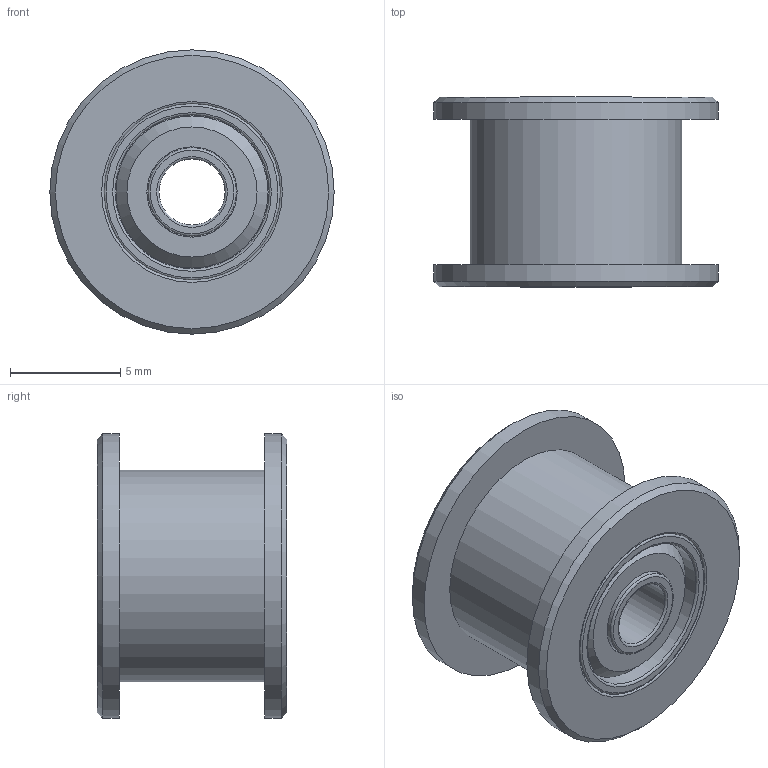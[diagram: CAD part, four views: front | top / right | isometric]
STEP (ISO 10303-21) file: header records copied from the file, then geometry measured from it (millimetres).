
FILE_DESCRIPTION(/* description */ (''),/* implementation_level */ '2;1');
FILE_NAME(/* name */ 'GT2 Pulley 3mm bore v8.step',/* time_stamp */ '2018-11-15T23:54:43+01:00',/* author */ ('kolcakmilan'),/* organization */ (''),/* preprocessor_version */ 'ST-DEVELOPER v17.2',/* originating_system */ 'Autodesk Translation Framework v7.6.0.251',/* authorisation */ '');
FILE_SCHEMA (('AUTOMOTIVE_DESIGN { 1 0 10303 214 3 1 1 }'));
Length unit declared in the file: millimetre
Products named in the file (3): GT2 Pulley 3mm bore; bearing; outer_plate
Assembly tree (2 placements, depth 2):
  GT2 Pulley 3mm bore
    bearing
    outer_plate
Bounding box: 12.9 x 8.6 x 12.9 mm (x, y, z)
Volume: 653.9 mm3; surface area: 1365.8 mm2
Topology: 3 solids, 3 shells, 46 faces, 96 edges, 66 vertices
Faces by surface type: plane 16, cylinder 16, torus 10, cone 4
Full cylindrical faces by diameter (mm): 3 x2, 4 x2, 4.1 x2, 6.9 x2, 7 x2, 8 x3, 9.6 x1, 12.9 x2
Entity records: 1432 total; most frequent: DIRECTION 274, CARTESIAN_POINT 213, ORIENTED_EDGE 192, AXIS2_PLACEMENT_3D 127, EDGE_CURVE 96, CIRCLE 76, VERTEX_POINT 66, EDGE_LOOP 62
